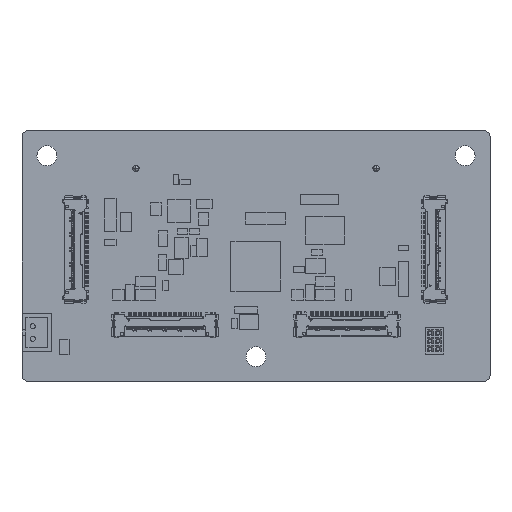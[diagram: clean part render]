
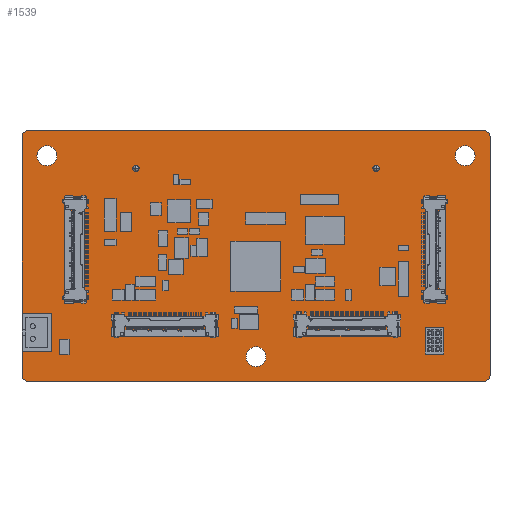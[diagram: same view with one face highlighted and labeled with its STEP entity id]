
A CAD part, top view. The second image highlights one B-rep face of the part: STEP entity #1539.
In plain terms, the highlighted planar face has unit normal (0, 0, 1).
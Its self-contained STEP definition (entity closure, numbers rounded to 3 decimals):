
#827=AXIS2_PLACEMENT_3D('Circle Axis2P3D',#825,#826,$) ;
#889=AXIS2_PLACEMENT_3D('Circle Axis2P3D',#887,#888,$) ;
#951=AXIS2_PLACEMENT_3D('Circle Axis2P3D',#949,#950,$) ;
#1004=AXIS2_PLACEMENT_3D('Circle Axis2P3D',#1002,#1003,$) ;
#1030=AXIS2_PLACEMENT_3D('Circle Axis2P3D',#1028,#1029,$) ;
#1061=AXIS2_PLACEMENT_3D('Circle Axis2P3D',#1059,#1060,$) ;
#1092=AXIS2_PLACEMENT_3D('Circle Axis2P3D',#1090,#1091,$) ;
#1123=AXIS2_PLACEMENT_3D('Circle Axis2P3D',#1121,#1122,$) ;
#1154=AXIS2_PLACEMENT_3D('Circle Axis2P3D',#1152,#1153,$) ;
#1185=AXIS2_PLACEMENT_3D('Circle Axis2P3D',#1183,#1184,$) ;
#1216=AXIS2_PLACEMENT_3D('Circle Axis2P3D',#1214,#1215,$) ;
#1247=AXIS2_PLACEMENT_3D('Circle Axis2P3D',#1245,#1246,$) ;
#1278=AXIS2_PLACEMENT_3D('Circle Axis2P3D',#1276,#1277,$) ;
#1309=AXIS2_PLACEMENT_3D('Circle Axis2P3D',#1307,#1308,$) ;
#1435=AXIS2_PLACEMENT_3D('Plane Axis2P3D',#1432,#1433,#1434) ;
#1469=AXIS2_PLACEMENT_3D('Circle Axis2P3D',#1467,#1468,$) ;
#1478=AXIS2_PLACEMENT_3D('Circle Axis2P3D',#1476,#1477,$) ;
#1487=AXIS2_PLACEMENT_3D('Circle Axis2P3D',#1485,#1486,$) ;
#1496=AXIS2_PLACEMENT_3D('Circle Axis2P3D',#1494,#1495,$) ;
#1505=AXIS2_PLACEMENT_3D('Circle Axis2P3D',#1503,#1504,$) ;
#1514=AXIS2_PLACEMENT_3D('Circle Axis2P3D',#1512,#1513,$) ;
#1523=AXIS2_PLACEMENT_3D('Circle Axis2P3D',#1521,#1522,$) ;
#1532=AXIS2_PLACEMENT_3D('Circle Axis2P3D',#1530,#1531,$) ;
#784=CARTESIAN_POINT('Vertex',(74.,0.,0.)) ;
#787=CARTESIAN_POINT('Line Origine',(37.5,0.,0.)) ;
#791=CARTESIAN_POINT('Vertex',(1.,0.,0.)) ;
#822=CARTESIAN_POINT('Vertex',(75.,1.,0.)) ;
#825=CARTESIAN_POINT('Axis2P3D Location',(74.,1.,0.)) ;
#853=CARTESIAN_POINT('Vertex',(75.,39.2,0.)) ;
#856=CARTESIAN_POINT('Line Origine',(75.,20.1,0.)) ;
#884=CARTESIAN_POINT('Vertex',(74.,40.2,0.)) ;
#887=CARTESIAN_POINT('Axis2P3D Location',(74.,39.2,0.)) ;
#915=CARTESIAN_POINT('Vertex',(1.,40.2,0.)) ;
#918=CARTESIAN_POINT('Line Origine',(37.5,40.2,0.)) ;
#946=CARTESIAN_POINT('Vertex',(0.,39.2,0.)) ;
#949=CARTESIAN_POINT('Axis2P3D Location',(1.,39.2,0.)) ;
#977=CARTESIAN_POINT('Vertex',(0.,1.,0.)) ;
#980=CARTESIAN_POINT('Line Origine',(0.,20.1,0.)) ;
#1002=CARTESIAN_POINT('Axis2P3D Location',(1.,1.,0.)) ;
#1023=CARTESIAN_POINT('Vertex',(1.727,6.423,0.)) ;
#1028=CARTESIAN_POINT('Axis2P3D Location',(1.727,6.823,0.)) ;
#1032=CARTESIAN_POINT('Vertex',(1.727,7.223,0.)) ;
#1059=CARTESIAN_POINT('Axis2P3D Location',(1.727,6.823,0.)) ;
#1085=CARTESIAN_POINT('Vertex',(1.727,8.423,0.)) ;
#1090=CARTESIAN_POINT('Axis2P3D Location',(1.727,8.823,0.)) ;
#1094=CARTESIAN_POINT('Vertex',(1.727,9.223,0.)) ;
#1121=CARTESIAN_POINT('Axis2P3D Location',(1.727,8.823,0.)) ;
#1147=CARTESIAN_POINT('Vertex',(2.4,36.168,0.)) ;
#1152=CARTESIAN_POINT('Axis2P3D Location',(4.,36.168,0.)) ;
#1156=CARTESIAN_POINT('Vertex',(5.6,36.168,0.)) ;
#1183=CARTESIAN_POINT('Axis2P3D Location',(4.,36.168,0.)) ;
#1209=CARTESIAN_POINT('Vertex',(35.9,3.968,0.)) ;
#1214=CARTESIAN_POINT('Axis2P3D Location',(37.5,3.968,0.)) ;
#1218=CARTESIAN_POINT('Vertex',(39.1,3.968,0.)) ;
#1245=CARTESIAN_POINT('Axis2P3D Location',(37.5,3.968,0.)) ;
#1271=CARTESIAN_POINT('Vertex',(69.4,36.168,0.)) ;
#1276=CARTESIAN_POINT('Axis2P3D Location',(71.,36.168,0.)) ;
#1280=CARTESIAN_POINT('Vertex',(72.6,36.168,0.)) ;
#1307=CARTESIAN_POINT('Axis2P3D Location',(71.,36.168,0.)) ;
#1432=CARTESIAN_POINT('Axis2P3D Location',(0.,0.,0.)) ;
#1467=CARTESIAN_POINT('Axis2P3D Location',(18.26,34.13,0.)) ;
#1471=CARTESIAN_POINT('Vertex',(18.26,34.64,0.)) ;
#1473=CARTESIAN_POINT('Vertex',(18.26,33.62,0.)) ;
#1476=CARTESIAN_POINT('Axis2P3D Location',(18.26,34.13,0.)) ;
#1485=CARTESIAN_POINT('Axis2P3D Location',(56.74,34.13,0.)) ;
#1489=CARTESIAN_POINT('Vertex',(56.74,33.62,0.)) ;
#1491=CARTESIAN_POINT('Vertex',(56.74,34.64,0.)) ;
#1494=CARTESIAN_POINT('Axis2P3D Location',(56.74,34.13,0.)) ;
#1503=CARTESIAN_POINT('Axis2P3D Location',(65.316,7.921,0.)) ;
#1507=CARTESIAN_POINT('Vertex',(65.316,8.221,0.)) ;
#1509=CARTESIAN_POINT('Vertex',(65.316,7.621,0.)) ;
#1512=CARTESIAN_POINT('Axis2P3D Location',(65.316,7.921,0.)) ;
#1521=CARTESIAN_POINT('Axis2P3D Location',(66.586,5.381,0.)) ;
#1525=CARTESIAN_POINT('Vertex',(66.586,5.081,0.)) ;
#1527=CARTESIAN_POINT('Vertex',(66.586,5.681,0.)) ;
#1530=CARTESIAN_POINT('Axis2P3D Location',(66.586,5.381,0.)) ;
#788=DIRECTION('Vector Direction',(1.,0.,0.)) ;
#826=DIRECTION('Axis2P3D Direction',(0.,0.,1.)) ;
#857=DIRECTION('Vector Direction',(0.,1.,0.)) ;
#888=DIRECTION('Axis2P3D Direction',(0.,0.,1.)) ;
#919=DIRECTION('Vector Direction',(-1.,0.,0.)) ;
#950=DIRECTION('Axis2P3D Direction',(0.,0.,1.)) ;
#981=DIRECTION('Vector Direction',(0.,-1.,0.)) ;
#1003=DIRECTION('Axis2P3D Direction',(0.,0.,1.)) ;
#1029=DIRECTION('Axis2P3D Direction',(0.,0.,1.)) ;
#1060=DIRECTION('Axis2P3D Direction',(0.,0.,1.)) ;
#1091=DIRECTION('Axis2P3D Direction',(0.,0.,1.)) ;
#1122=DIRECTION('Axis2P3D Direction',(0.,0.,1.)) ;
#1153=DIRECTION('Axis2P3D Direction',(0.,0.,1.)) ;
#1184=DIRECTION('Axis2P3D Direction',(0.,0.,1.)) ;
#1215=DIRECTION('Axis2P3D Direction',(0.,0.,1.)) ;
#1246=DIRECTION('Axis2P3D Direction',(0.,0.,1.)) ;
#1277=DIRECTION('Axis2P3D Direction',(0.,0.,1.)) ;
#1308=DIRECTION('Axis2P3D Direction',(0.,0.,1.)) ;
#1433=DIRECTION('Axis2P3D Direction',(0.,0.,1.)) ;
#1434=DIRECTION('Axis2P3D XDirection',(1.,0.,0.)) ;
#1468=DIRECTION('Axis2P3D Direction',(0.,0.,1.)) ;
#1477=DIRECTION('Axis2P3D Direction',(0.,0.,1.)) ;
#1486=DIRECTION('Axis2P3D Direction',(0.,0.,1.)) ;
#1495=DIRECTION('Axis2P3D Direction',(0.,0.,1.)) ;
#1504=DIRECTION('Axis2P3D Direction',(0.,0.,1.)) ;
#1513=DIRECTION('Axis2P3D Direction',(0.,0.,1.)) ;
#1522=DIRECTION('Axis2P3D Direction',(0.,0.,1.)) ;
#1531=DIRECTION('Axis2P3D Direction',(0.,0.,1.)) ;
#789=VECTOR('Line Direction',#788,1.) ;
#858=VECTOR('Line Direction',#857,1.) ;
#920=VECTOR('Line Direction',#919,1.) ;
#982=VECTOR('Line Direction',#981,1.) ;
#1438=ORIENTED_EDGE('',*,*,#793,.T.) ;
#1439=ORIENTED_EDGE('',*,*,#829,.T.) ;
#1440=ORIENTED_EDGE('',*,*,#860,.T.) ;
#1441=ORIENTED_EDGE('',*,*,#891,.T.) ;
#1442=ORIENTED_EDGE('',*,*,#922,.T.) ;
#1443=ORIENTED_EDGE('',*,*,#953,.T.) ;
#1444=ORIENTED_EDGE('',*,*,#984,.T.) ;
#1445=ORIENTED_EDGE('',*,*,#1006,.T.) ;
#1448=ORIENTED_EDGE('',*,*,#1034,.F.) ;
#1449=ORIENTED_EDGE('',*,*,#1063,.F.) ;
#1452=ORIENTED_EDGE('',*,*,#1096,.F.) ;
#1453=ORIENTED_EDGE('',*,*,#1125,.F.) ;
#1456=ORIENTED_EDGE('',*,*,#1158,.F.) ;
#1457=ORIENTED_EDGE('',*,*,#1187,.F.) ;
#1460=ORIENTED_EDGE('',*,*,#1220,.F.) ;
#1461=ORIENTED_EDGE('',*,*,#1249,.F.) ;
#1464=ORIENTED_EDGE('',*,*,#1282,.F.) ;
#1465=ORIENTED_EDGE('',*,*,#1311,.F.) ;
#1482=ORIENTED_EDGE('',*,*,#1475,.F.) ;
#1483=ORIENTED_EDGE('',*,*,#1480,.F.) ;
#1500=ORIENTED_EDGE('',*,*,#1493,.F.) ;
#1501=ORIENTED_EDGE('',*,*,#1498,.F.) ;
#1518=ORIENTED_EDGE('',*,*,#1511,.F.) ;
#1519=ORIENTED_EDGE('',*,*,#1516,.F.) ;
#1536=ORIENTED_EDGE('',*,*,#1529,.F.) ;
#1537=ORIENTED_EDGE('',*,*,#1534,.F.) ;
#1450=FACE_BOUND('',#1447,.T.) ;
#1454=FACE_BOUND('',#1451,.T.) ;
#1458=FACE_BOUND('',#1455,.T.) ;
#1462=FACE_BOUND('',#1459,.T.) ;
#1466=FACE_BOUND('',#1463,.T.) ;
#1484=FACE_BOUND('',#1481,.T.) ;
#1502=FACE_BOUND('',#1499,.T.) ;
#1520=FACE_BOUND('',#1517,.T.) ;
#1538=FACE_BOUND('',#1535,.T.) ;
#1539=ADVANCED_FACE('PartBody',(#1446,#1450,#1454,#1458,#1462,#1466,#1484,#1502,#1520,#1538),#1436,.T.) ;
#828=CIRCLE('generated circle',#827,1.) ;
#890=CIRCLE('generated circle',#889,1.) ;
#952=CIRCLE('generated circle',#951,1.) ;
#1005=CIRCLE('generated circle',#1004,1.) ;
#1031=CIRCLE('generated circle',#1030,0.4) ;
#1062=CIRCLE('generated circle',#1061,0.4) ;
#1093=CIRCLE('generated circle',#1092,0.4) ;
#1124=CIRCLE('generated circle',#1123,0.4) ;
#1155=CIRCLE('generated circle',#1154,1.6) ;
#1186=CIRCLE('generated circle',#1185,1.6) ;
#1217=CIRCLE('generated circle',#1216,1.6) ;
#1248=CIRCLE('generated circle',#1247,1.6) ;
#1279=CIRCLE('generated circle',#1278,1.6) ;
#1310=CIRCLE('generated circle',#1309,1.6) ;
#1470=CIRCLE('generated circle',#1469,0.51) ;
#1479=CIRCLE('generated circle',#1478,0.51) ;
#1488=CIRCLE('generated circle',#1487,0.51) ;
#1497=CIRCLE('generated circle',#1496,0.51) ;
#1506=CIRCLE('generated circle',#1505,0.3) ;
#1515=CIRCLE('generated circle',#1514,0.3) ;
#1524=CIRCLE('generated circle',#1523,0.3) ;
#1533=CIRCLE('generated circle',#1532,0.3) ;
#793=EDGE_CURVE('',#792,#785,#790,.T.) ;
#829=EDGE_CURVE('',#785,#823,#828,.T.) ;
#860=EDGE_CURVE('',#823,#854,#859,.T.) ;
#891=EDGE_CURVE('',#854,#885,#890,.T.) ;
#922=EDGE_CURVE('',#885,#916,#921,.T.) ;
#953=EDGE_CURVE('',#916,#947,#952,.T.) ;
#984=EDGE_CURVE('',#947,#978,#983,.T.) ;
#1006=EDGE_CURVE('',#978,#792,#1005,.T.) ;
#1034=EDGE_CURVE('',#1024,#1033,#1031,.T.) ;
#1063=EDGE_CURVE('',#1033,#1024,#1062,.T.) ;
#1096=EDGE_CURVE('',#1086,#1095,#1093,.T.) ;
#1125=EDGE_CURVE('',#1095,#1086,#1124,.T.) ;
#1158=EDGE_CURVE('',#1148,#1157,#1155,.T.) ;
#1187=EDGE_CURVE('',#1157,#1148,#1186,.T.) ;
#1220=EDGE_CURVE('',#1210,#1219,#1217,.T.) ;
#1249=EDGE_CURVE('',#1219,#1210,#1248,.T.) ;
#1282=EDGE_CURVE('',#1272,#1281,#1279,.T.) ;
#1311=EDGE_CURVE('',#1281,#1272,#1310,.T.) ;
#1475=EDGE_CURVE('',#1472,#1474,#1470,.T.) ;
#1480=EDGE_CURVE('',#1474,#1472,#1479,.T.) ;
#1493=EDGE_CURVE('',#1490,#1492,#1488,.T.) ;
#1498=EDGE_CURVE('',#1492,#1490,#1497,.T.) ;
#1511=EDGE_CURVE('',#1508,#1510,#1506,.T.) ;
#1516=EDGE_CURVE('',#1510,#1508,#1515,.T.) ;
#1529=EDGE_CURVE('',#1526,#1528,#1524,.T.) ;
#1534=EDGE_CURVE('',#1528,#1526,#1533,.T.) ;
#1437=EDGE_LOOP('',(#1438,#1439,#1440,#1441,#1442,#1443,#1444,#1445)) ;
#1447=EDGE_LOOP('',(#1448,#1449)) ;
#1451=EDGE_LOOP('',(#1452,#1453)) ;
#1455=EDGE_LOOP('',(#1456,#1457)) ;
#1459=EDGE_LOOP('',(#1460,#1461)) ;
#1463=EDGE_LOOP('',(#1464,#1465)) ;
#1481=EDGE_LOOP('',(#1482,#1483)) ;
#1499=EDGE_LOOP('',(#1500,#1501)) ;
#1517=EDGE_LOOP('',(#1518,#1519)) ;
#1535=EDGE_LOOP('',(#1536,#1537)) ;
#1446=FACE_OUTER_BOUND('',#1437,.T.) ;
#790=LINE('Line',#787,#789) ;
#859=LINE('Line',#856,#858) ;
#921=LINE('Line',#918,#920) ;
#983=LINE('Line',#980,#982) ;
#1436=PLANE('',#1435) ;
#785=VERTEX_POINT('',#784) ;
#792=VERTEX_POINT('',#791) ;
#823=VERTEX_POINT('',#822) ;
#854=VERTEX_POINT('',#853) ;
#885=VERTEX_POINT('',#884) ;
#916=VERTEX_POINT('',#915) ;
#947=VERTEX_POINT('',#946) ;
#978=VERTEX_POINT('',#977) ;
#1024=VERTEX_POINT('',#1023) ;
#1033=VERTEX_POINT('',#1032) ;
#1086=VERTEX_POINT('',#1085) ;
#1095=VERTEX_POINT('',#1094) ;
#1148=VERTEX_POINT('',#1147) ;
#1157=VERTEX_POINT('',#1156) ;
#1210=VERTEX_POINT('',#1209) ;
#1219=VERTEX_POINT('',#1218) ;
#1272=VERTEX_POINT('',#1271) ;
#1281=VERTEX_POINT('',#1280) ;
#1472=VERTEX_POINT('',#1471) ;
#1474=VERTEX_POINT('',#1473) ;
#1490=VERTEX_POINT('',#1489) ;
#1492=VERTEX_POINT('',#1491) ;
#1508=VERTEX_POINT('',#1507) ;
#1510=VERTEX_POINT('',#1509) ;
#1526=VERTEX_POINT('',#1525) ;
#1528=VERTEX_POINT('',#1527) ;
